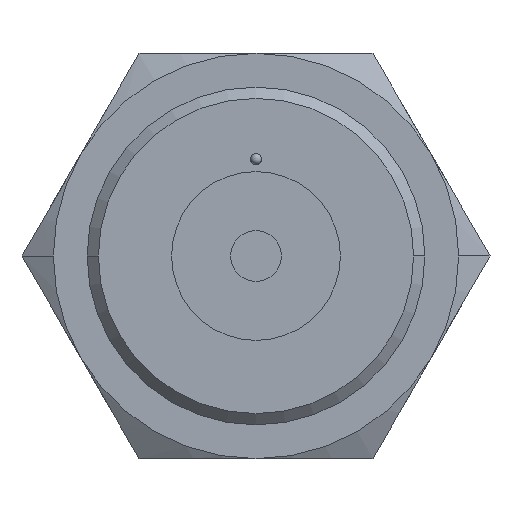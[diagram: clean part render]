
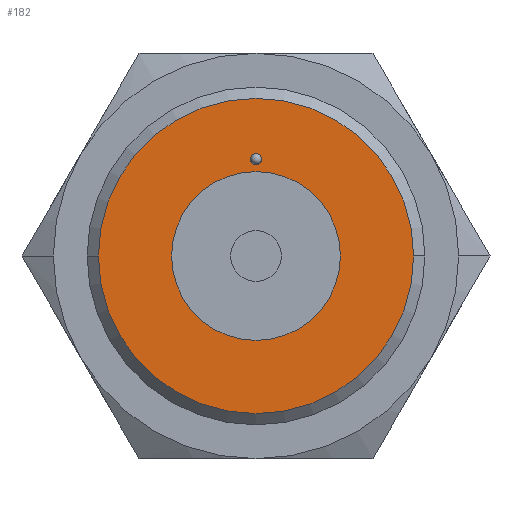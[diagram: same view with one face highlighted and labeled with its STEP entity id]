
A CAD part, front view. The second image highlights one B-rep face of the part: STEP entity #182.
In plain terms, the highlighted planar face has unit normal (0, -1, 0).
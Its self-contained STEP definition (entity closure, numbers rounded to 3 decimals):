
#182=ADVANCED_FACE('',(#272,#273,#274),#275,.T.);
#272=FACE_BOUND('',#433,.T.);
#273=FACE_OUTER_BOUND('',#434,.T.);
#274=FACE_BOUND('',#435,.T.);
#275=PLANE('',#436);
#433=EDGE_LOOP('',(#644,#645));
#434=EDGE_LOOP('',(#646,#647));
#435=EDGE_LOOP('',(#648,#649));
#436=AXIS2_PLACEMENT_3D('',#650,#651,#652);
#644=ORIENTED_EDGE('',*,*,#1143,.T.);
#645=ORIENTED_EDGE('',*,*,#1144,.T.);
#646=ORIENTED_EDGE('',*,*,#1133,.F.);
#647=ORIENTED_EDGE('',*,*,#1149,.F.);
#648=ORIENTED_EDGE('',*,*,#1138,.T.);
#649=ORIENTED_EDGE('',*,*,#1148,.T.);
#650=CARTESIAN_POINT('',(-10.75,-54.0,0.0));
#651=DIRECTION('',(0.0,-1.0,0.0));
#652=DIRECTION('',(1.0,0.0,0.0));
#1133=EDGE_CURVE('',#1300,#1302,#1303,.T.);
#1138=EDGE_CURVE('',#1306,#1310,#1312,.T.);
#1143=EDGE_CURVE('',#1321,#1322,#1323,.T.);
#1144=EDGE_CURVE('',#1322,#1321,#1324,.T.);
#1148=EDGE_CURVE('',#1310,#1306,#1328,.T.);
#1149=EDGE_CURVE('',#1302,#1300,#1329,.T.);
#1300=VERTEX_POINT('',#1558);
#1302=VERTEX_POINT('',#1561);
#1303=CIRCLE('',#1562,14.0);
#1306=VERTEX_POINT('',#1566);
#1310=VERTEX_POINT('',#1571);
#1312=CIRCLE('',#1574,7.5);
#1321=VERTEX_POINT('',#1585);
#1322=VERTEX_POINT('',#1586);
#1323=CIRCLE('',#1587,0.5);
#1324=CIRCLE('',#1588,0.5);
#1328=CIRCLE('',#1592,7.5);
#1329=CIRCLE('',#1593,14.0);
#1558=CARTESIAN_POINT('',(-14.0,-54.0,0.0));
#1561=CARTESIAN_POINT('',(14.0,-54.0,0.));
#1562=AXIS2_PLACEMENT_3D('',#2377,#2378,#2379);
#1566=CARTESIAN_POINT('',(-7.5,-54.0,0.0));
#1571=CARTESIAN_POINT('',(7.5,-54.0,0.));
#1574=AXIS2_PLACEMENT_3D('',#2386,#2387,#2388);
#1585=CARTESIAN_POINT('',(0.,-54.0,8.1));
#1586=CARTESIAN_POINT('',(0.0,-54.0,9.1));
#1587=AXIS2_PLACEMENT_3D('',#2397,#2398,#2399);
#1588=AXIS2_PLACEMENT_3D('',#2400,#2401,#2402);
#1592=AXIS2_PLACEMENT_3D('',#2412,#2413,#2414);
#1593=AXIS2_PLACEMENT_3D('',#2415,#2416,#2417);
#2377=CARTESIAN_POINT('',(0.0,-54.0,0.0));
#2378=DIRECTION('',(0.0,1.0,0.0));
#2379=DIRECTION('',(-1.0,0.0,0.0));
#2386=CARTESIAN_POINT('',(0.0,-54.0,0.0));
#2387=DIRECTION('',(0.0,1.0,0.0));
#2388=DIRECTION('',(-1.0,0.0,0.0));
#2397=CARTESIAN_POINT('',(0.0,-54.0,8.6));
#2398=DIRECTION('',(0.0,1.0,0.0));
#2399=DIRECTION('',(0.0,0.0,1.0));
#2400=CARTESIAN_POINT('',(0.0,-54.0,8.6));
#2401=DIRECTION('',(0.0,1.0,0.0));
#2402=DIRECTION('',(0.0,0.0,1.0));
#2412=CARTESIAN_POINT('',(0.0,-54.0,0.0));
#2413=DIRECTION('',(0.0,1.0,0.0));
#2414=DIRECTION('',(-1.0,0.0,0.0));
#2415=CARTESIAN_POINT('',(0.0,-54.0,0.0));
#2416=DIRECTION('',(0.0,1.0,0.0));
#2417=DIRECTION('',(-1.0,0.0,0.0));
